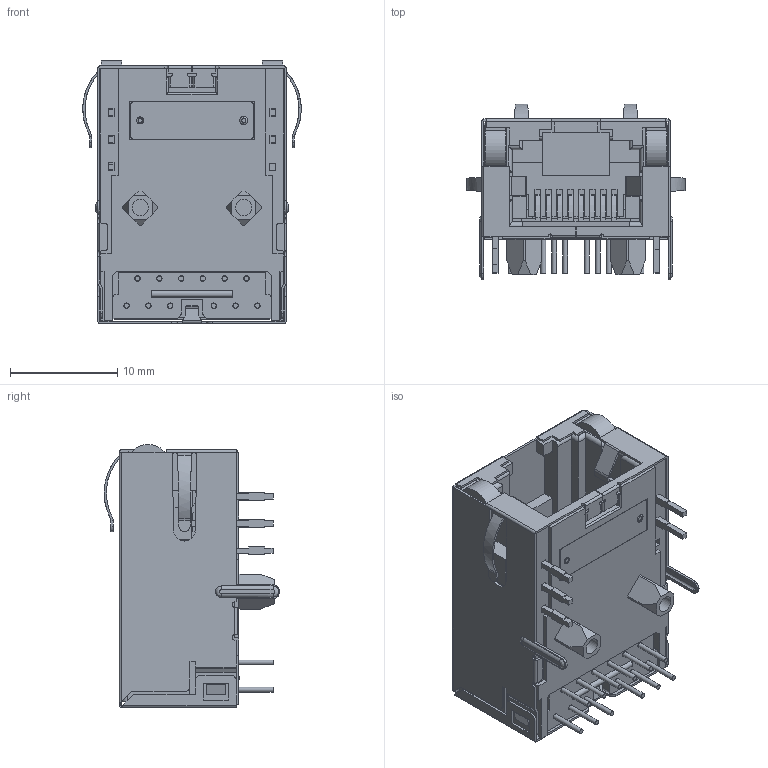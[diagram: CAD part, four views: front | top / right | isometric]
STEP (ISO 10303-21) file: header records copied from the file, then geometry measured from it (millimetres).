
FILE_DESCRIPTION(/* description */ ('STEP AP214'),/* implementation_level */ '2;1');
FILE_NAME(/* name */ 'L829-1J1T-JM',/* time_stamp */ '2025-04-10T19:29:00+02:00',/* author */ ('License CC BY-ND 4.0'),/* organization */ ('CADENAS'),/* preprocessor_version */ 'ST-DEVELOPER v19.3',/* originating_system */ 'PARTsolutions',/* authorisation */ ' ');
FILE_SCHEMA (('AUTOMOTIVE_DESIGN {1 0 10303 214 3 1 1}'));
Length unit declared in the file: inch
Products named in the file (27): L829-1J1T-JM; L829-1J1T-JM_PART1; L829-1J1T-JM_PART2; L829-1J1T-JM_PART3; L829-1J1T-JM_PART4; L829-1J1T-JM_PART5; L829-1J1T-JM_PART6; L829-1J1T-JM_PART7; L829-1J1T-JM_PART8; L829-1J1T-JM_PART9; L829-1J1T-JM_PART10; L829-1J1T-JM_PART11; L829-1J1T-JM_PART12; L829-1J1T-JM_PART13; L829-1J1T-JM_PART14; L829-1J1T-JM_PART15; L829-1J1T-JM_PART16; L829-1J1T-JM_PART17; L829-1J1T-JM_PART18; L829-1J1T-JM_PART19; L829-1J1T-JM_PART20; L829-1J1T-JM_PART21; L829-1J1T-JM_PART22; L829-1J1T-JM_PART23; L829-1J1T-JM_PART24; L829-1J1T-JM_PART25; L829-1J1T-JM_PART26
Assembly tree (26 placements, depth 2):
  L829-1J1T-JM
    L829-1J1T-JM_PART1
    L829-1J1T-JM_PART2
    L829-1J1T-JM_PART3
    L829-1J1T-JM_PART4
    L829-1J1T-JM_PART5
    L829-1J1T-JM_PART6
    L829-1J1T-JM_PART7
    L829-1J1T-JM_PART8
    L829-1J1T-JM_PART9
    L829-1J1T-JM_PART10
    L829-1J1T-JM_PART11
    L829-1J1T-JM_PART12
    L829-1J1T-JM_PART13
    L829-1J1T-JM_PART14
    L829-1J1T-JM_PART15
    L829-1J1T-JM_PART16
    L829-1J1T-JM_PART17
    L829-1J1T-JM_PART18
    L829-1J1T-JM_PART19
    L829-1J1T-JM_PART20
    L829-1J1T-JM_PART21
    L829-1J1T-JM_PART22
    L829-1J1T-JM_PART23
    L829-1J1T-JM_PART24
    L829-1J1T-JM_PART25
    L829-1J1T-JM_PART26
Bounding box: 20.37 x 16.38 x 24.5 mm (x, y, z)
Volume: 1516.3 mm3; surface area: 6469.1 mm2
Topology: 26 solids, 26 shells, 1652 faces, 4468 edges, 2848 vertices
Faces by surface type: plane 1171, cylinder 383, bspline 52, cone 34, torus 8, sphere 4
Full cylindrical faces by diameter (mm): 0.406 x12, 0.457 x12, 0.508 x12, 0.61 x2, 0.655 x1, 0.775 x1, 0.889 x2, 0.965 x2, 1.219 x2, 1.524 x2
Entity records: 52857 total; most frequent: CARTESIAN_POINT 10994, ORIENTED_EDGE 8788, DIRECTION 8218, EDGE_CURVE 4394, LINE 3430, VECTOR 3430, VERTEX_POINT 2842, AXIS2_PLACEMENT_3D 2394
